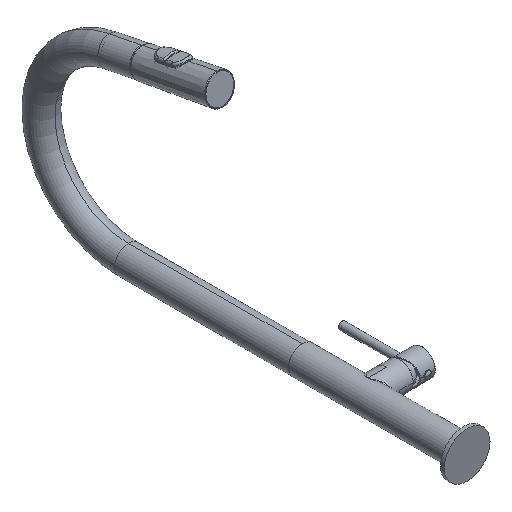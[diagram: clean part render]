
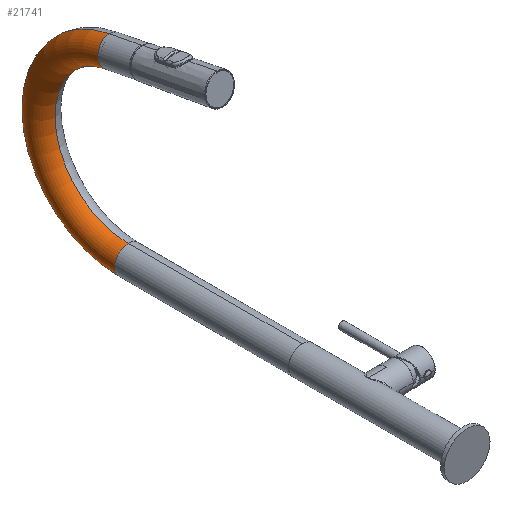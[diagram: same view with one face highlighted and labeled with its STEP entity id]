
A CAD part, isometric view. The second image highlights one B-rep face of the part: STEP entity #21741.
In plain terms, the highlighted toroidal (fillet/blend) face has major radius 95 mm and minor radius 15 mm.
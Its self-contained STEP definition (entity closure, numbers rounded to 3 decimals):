
#12951=CARTESIAN_POINT('',(0.,367.2,0.));
#12952=DIRECTION('',(0.,1.,0.));
#12953=DIRECTION('',(0.,0.,-1.));
#12954=AXIS2_PLACEMENT_3D('',#12951,#12952,#12953);
#12956=CARTESIAN_POINT('',(0.,367.2,95.));
#12957=DIRECTION('',(1.,0.,0.));
#12958=DIRECTION('',(0.,0.,-1.));
#12959=AXIS2_PLACEMENT_3D('',#12956,#12957,#12958);
#12966=CARTESIAN_POINT('',(0.,367.2,95.));
#12967=DIRECTION('',(1.,0.,0.));
#12968=DIRECTION('',(0.,0.,-1.));
#12969=AXIS2_PLACEMENT_3D('',#12966,#12967,#12968);
#12985=CARTESIAN_POINT('',(0.,385.115,188.296));
#12986=DIRECTION('',(0.,-0.982,0.189));
#12987=DIRECTION('',(0.,0.189,0.982));
#12988=AXIS2_PLACEMENT_3D('',#12985,#12986,#12987);
#16810=CARTESIAN_POINT('',(0.,367.2,15.));
#16811=CARTESIAN_POINT('',(0.,367.2,-15.));
#16812=VERTEX_POINT('',#16810);
#16813=VERTEX_POINT('',#16811);
#16818=CARTESIAN_POINT('',(0.,382.286,173.565));
#16819=CARTESIAN_POINT('',(0.,387.944,203.026));
#16820=VERTEX_POINT('',#16818);
#16821=VERTEX_POINT('',#16819);
#21727=CARTESIAN_POINT('',(0.,367.2,95.));
#21728=DIRECTION('',(1.,0.,0.));
#21729=DIRECTION('',(0.,0.,1.));
#21730=AXIS2_PLACEMENT_3D('',#21727,#21728,#21729);
#21731=TOROIDAL_SURFACE('',#21730,95.,15.);
#21732=ORIENTED_EDGE('',*,*,#21714,.F.);
#21734=ORIENTED_EDGE('',*,*,#21733,.T.);
#21736=ORIENTED_EDGE('',*,*,#21735,.T.);
#21738=ORIENTED_EDGE('',*,*,#21737,.F.);
#21739=EDGE_LOOP('',(#21732,#21734,#21736,#21738));
#21740=FACE_OUTER_BOUND('',#21739,.F.);
#21741=ADVANCED_FACE('',(#21740),#21731,.T.);
#12955=CIRCLE('',#12954,15.);
#12960=CIRCLE('',#12959,110.);
#12970=CIRCLE('',#12969,80.);
#12989=CIRCLE('',#12988,15.);
#21714=EDGE_CURVE('',#16813,#16812,#12955,.T.);
#21733=EDGE_CURVE('',#16813,#16821,#12960,.T.);
#21735=EDGE_CURVE('',#16821,#16820,#12989,.T.);
#21737=EDGE_CURVE('',#16812,#16820,#12970,.T.);
